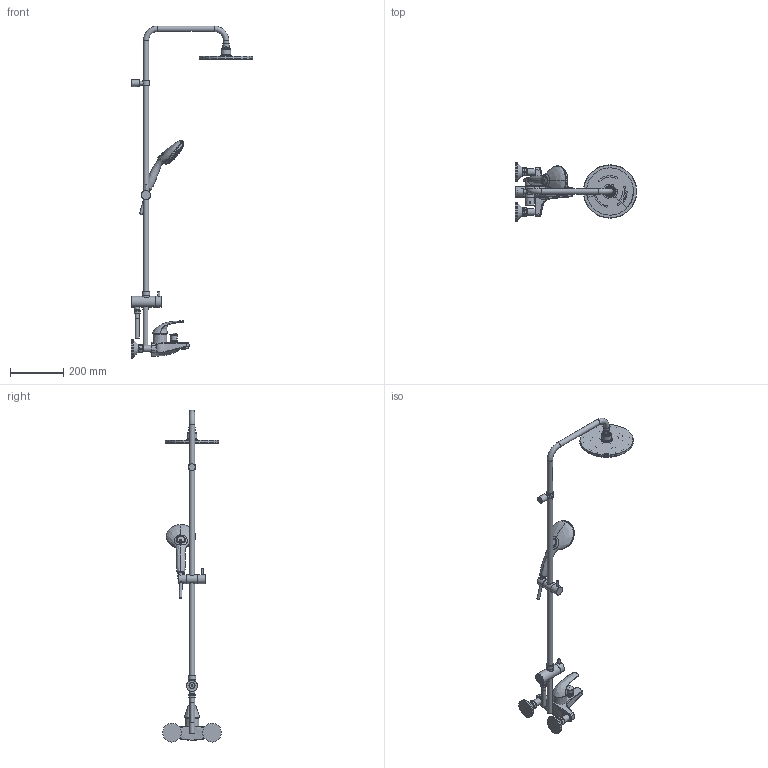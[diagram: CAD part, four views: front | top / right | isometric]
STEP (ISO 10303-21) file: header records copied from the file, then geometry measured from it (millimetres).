
FILE_DESCRIPTION(/* description */ ('Unknown'),/* implementation_level */ '2;1');
FILE_NAME(/* name */ '2630520C_22',/* time_stamp */ '2023-04-20T12:33:46+02:00',/* author */ ('Unknown'),/* organization */ ('GROHE AG'),/* preprocessor_version */ 'ST-DEVELOPER v16.7',/* originating_system */ 'DEX',/* authorisation */ $);
FILE_SCHEMA (('AUTOMOTIVE_DESIGN {1 0 10303 214 3 1 1}'));
Products named in the file (1): 2630520C_22
Bounding box: 455 x 220 x 1243.84 mm (x, y, z)
Volume: 130236.1 mm3; surface area: 392777.3 mm2
Topology: 2 solids, 322 shells, 1080 faces, 3836 edges, 2903 vertices
Faces by surface type: torus 277, cone 257, bspline 227, plane 176, cylinder 138, sphere 5
Full cylindrical faces by diameter (mm): 2.8 x66, 4.1 x6, 6 x1, 7.9 x1, 10 x1, 14.3 x1, 14.7 x1, 15 x1, 16.138 x2, 18 x1, 18.4 x1, 19.9 x1, 20.6 x5, 20.8 x1, 21 x7, 22.5 x1, 22.6 x1, 22.671 x1, 23 x3, 23.6 x1, 24.6 x2, 25 x2, 26.44 x2, 27.8 x1, 28 x2, 34 x3, 41 x2, 70 x2, 100.004 x1, 195.8 x1
Entity records: 61313 total; most frequent: CARTESIAN_POINT 33669, ORIENTED_EDGE 4021, DIRECTION 3973, EDGE_CURVE 2935, VERTEX_POINT 2619, FACE_BOUND 2051, EDGE_LOOP 2050, AXIS2_PLACEMENT_3D 1895
